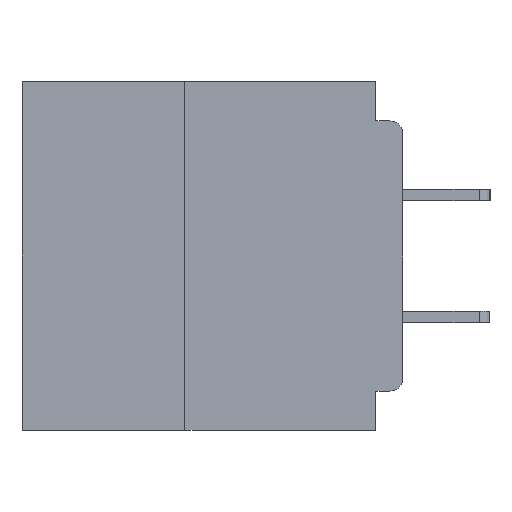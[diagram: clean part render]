
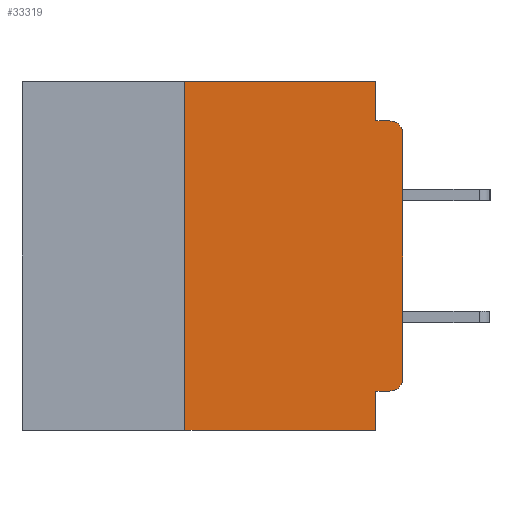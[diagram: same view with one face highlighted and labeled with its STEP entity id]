
A CAD part, left-side view. The second image highlights one B-rep face of the part: STEP entity #33319.
In plain terms, the highlighted planar face has unit normal (-1, 0, 0).
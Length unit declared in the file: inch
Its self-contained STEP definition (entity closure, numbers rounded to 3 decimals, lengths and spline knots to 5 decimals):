
#489 = EDGE_CURVE ( 'NONE', #30521, #3420, #15380, .T. ) ;
#625 = VERTEX_POINT ( 'NONE', #8406 ) ;
#2818 = CARTESIAN_POINT ( 'NONE',  ( 0., 0.031, 0. ) ) ;
#3420 = VERTEX_POINT ( 'NONE', #34204 ) ;
#3469 = LINE ( 'NONE', #22156, #17947 ) ;
#3512 = VERTEX_POINT ( 'NONE', #32764 ) ;
#3896 = AXIS2_PLACEMENT_3D ( 'NONE', #15215, #34872, #18097 ) ;
#4234 = LINE ( 'NONE', #27197, #25316 ) ;
#4830 = VECTOR ( 'NONE', #5748, 39.37008 ) ;
#5748 = DIRECTION ( 'NONE',  ( 0., 0., -1. ) ) ;
#5824 = EDGE_CURVE ( 'NONE', #10322, #3512, #4234, .T. ) ;
#6229 = CARTESIAN_POINT ( 'NONE',  ( 0., 0.25, -0.4 ) ) ;
#6591 = AXIS2_PLACEMENT_3D ( 'NONE', #25146, #8005, #27999 ) ;
#7306 = PLANE ( 'NONE',  #20175 ) ;
#7534 = DIRECTION ( 'NONE',  ( 0., 0., -1. ) ) ;
#8005 = DIRECTION ( 'NONE',  ( -1., 0., 0. ) ) ;
#8406 = CARTESIAN_POINT ( 'NONE',  ( 0., 0.031, -0.4 ) ) ;
#8471 = ORIENTED_EDGE ( 'NONE', *, *, #10427, .F. ) ;
#9013 = ORIENTED_EDGE ( 'NONE', *, *, #18551, .T. ) ;
#9468 = DIRECTION ( 'NONE',  ( 0., 0., 1. ) ) ;
#9664 = CARTESIAN_POINT ( 'NONE',  ( 0., 0.015, -0.045 ) ) ;
#10322 = VERTEX_POINT ( 'NONE', #17393 ) ;
#10427 = EDGE_CURVE ( 'NONE', #18027, #10322, #11738, .T. ) ;
#10983 = LINE ( 'NONE', #23855, #26169 ) ;
#11738 = LINE ( 'NONE', #6229, #33413 ) ;
#12084 = ORIENTED_EDGE ( 'NONE', *, *, #30934, .T. ) ;
#12588 = VERTEX_POINT ( 'NONE', #30468 ) ;
#13139 = CARTESIAN_POINT ( 'NONE',  ( 0., 0.437, 0. ) ) ;
#15215 = CARTESIAN_POINT ( 'NONE',  ( 0., 0.015, -0.34 ) ) ;
#15380 = LINE ( 'NONE', #26078, #30447 ) ;
#15715 = ORIENTED_EDGE ( 'NONE', *, *, #35437, .F. ) ;
#15935 = CARTESIAN_POINT ( 'NONE',  ( 0., 0.25, -0.4 ) ) ;
#16031 = DIRECTION ( 'NONE',  ( 0., 0., -1. ) ) ;
#17266 = LINE ( 'NONE', #23803, #31385 ) ;
#17393 = CARTESIAN_POINT ( 'NONE',  ( 0., 0.25, 0. ) ) ;
#17522 = VERTEX_POINT ( 'NONE', #36272 ) ;
#17838 = EDGE_CURVE ( 'NONE', #34777, #20532, #10983, .T. ) ;
#17947 = VECTOR ( 'NONE', #25000, 39.37008 ) ;
#18027 = VERTEX_POINT ( 'NONE', #15935 ) ;
#18097 = DIRECTION ( 'NONE',  ( 0., 0., -1. ) ) ;
#18551 = EDGE_CURVE ( 'NONE', #12588, #17522, #17266, .T. ) ;
#18881 = CARTESIAN_POINT ( 'NONE',  ( 0., 0.031, -0.4 ) ) ;
#19468 = FACE_OUTER_BOUND ( 'NONE', #35317, .T. ) ;
#20175 = AXIS2_PLACEMENT_3D ( 'NONE', #13139, #32916, #16031 ) ;
#20181 = LINE ( 'NONE', #2818, #4830 ) ;
#20510 = CARTESIAN_POINT ( 'NONE',  ( 0., 0.015, -0.355 ) ) ;
#20532 = VERTEX_POINT ( 'NONE', #9664 ) ;
#20943 = DIRECTION ( 'NONE',  ( 0., -1., 0. ) ) ;
#22156 = CARTESIAN_POINT ( 'NONE',  ( 0., 0.437, -0.4 ) ) ;
#22597 = EDGE_CURVE ( 'NONE', #30521, #12588, #35605, .T. ) ;
#22619 = ORIENTED_EDGE ( 'NONE', *, *, #26302, .F. ) ;
#23572 = ORIENTED_EDGE ( 'NONE', *, *, #489, .F. ) ;
#23622 = ORIENTED_EDGE ( 'NONE', *, *, #22597, .T. ) ;
#23803 = CARTESIAN_POINT ( 'NONE',  ( 0., 0., 0. ) ) ;
#23855 = CARTESIAN_POINT ( 'NONE',  ( 0., 0., -0.045 ) ) ;
#25000 = DIRECTION ( 'NONE',  ( 0., -1., 0. ) ) ;
#25054 = EDGE_CURVE ( 'NONE', #18027, #625, #3469, .T. ) ;
#25146 = CARTESIAN_POINT ( 'NONE',  ( 0., 0.015, -0.06 ) ) ;
#25316 = VECTOR ( 'NONE', #26540, 39.37008 ) ;
#26078 = CARTESIAN_POINT ( 'NONE',  ( 0., 0., -0.355 ) ) ;
#26120 = DIRECTION ( 'NONE',  ( 0., 1., 0. ) ) ;
#26169 = VECTOR ( 'NONE', #20943, 39.37008 ) ;
#26302 = EDGE_CURVE ( 'NONE', #3420, #625, #29803, .T. ) ;
#26403 = DIRECTION ( 'NONE',  ( 0., 0., 1. ) ) ;
#26540 = DIRECTION ( 'NONE',  ( 0., -1., 0. ) ) ;
#26788 = ORIENTED_EDGE ( 'NONE', *, *, #5824, .F. ) ;
#27197 = CARTESIAN_POINT ( 'NONE',  ( 0., 0.437, 0. ) ) ;
#27950 = CARTESIAN_POINT ( 'NONE',  ( 0., 0.031, -0.045 ) ) ;
#27999 = DIRECTION ( 'NONE',  ( 0., 0., -1. ) ) ;
#28941 = VECTOR ( 'NONE', #7534, 39.37008 ) ;
#29550 = ORIENTED_EDGE ( 'NONE', *, *, #25054, .T. ) ;
#29803 = LINE ( 'NONE', #18881, #28941 ) ;
#30447 = VECTOR ( 'NONE', #26120, 39.37008 ) ;
#30468 = CARTESIAN_POINT ( 'NONE',  ( 0., 0., -0.34 ) ) ;
#30521 = VERTEX_POINT ( 'NONE', #20510 ) ;
#30934 = EDGE_CURVE ( 'NONE', #17522, #20532, #35770, .T. ) ;
#31385 = VECTOR ( 'NONE', #9468, 39.37008 ) ;
#32764 = CARTESIAN_POINT ( 'NONE',  ( 0., 0.031, 0. ) ) ;
#32916 = DIRECTION ( 'NONE',  ( 1., 0., 0. ) ) ;
#33319 = ADVANCED_FACE ( 'NONE', ( #19468 ), #7306, .F. ) ;
#33413 = VECTOR ( 'NONE', #26403, 39.37008 ) ;
#34204 = CARTESIAN_POINT ( 'NONE',  ( 0., 0.031, -0.355 ) ) ;
#34777 = VERTEX_POINT ( 'NONE', #27950 ) ;
#34872 = DIRECTION ( 'NONE',  ( -1., 0., 0. ) ) ;
#35317 = EDGE_LOOP ( 'NONE', ( #9013, #12084, #36447, #15715, #26788, #8471, #29550, #22619, #23572, #23622 ) ) ;
#35437 = EDGE_CURVE ( 'NONE', #3512, #34777, #20181, .T. ) ;
#35605 = CIRCLE ( 'NONE', #3896, 0.015 ) ;
#35770 = CIRCLE ( 'NONE', #6591, 0.015 ) ;
#36272 = CARTESIAN_POINT ( 'NONE',  ( 0., 0., -0.06 ) ) ;
#36447 = ORIENTED_EDGE ( 'NONE', *, *, #17838, .F. ) ;
